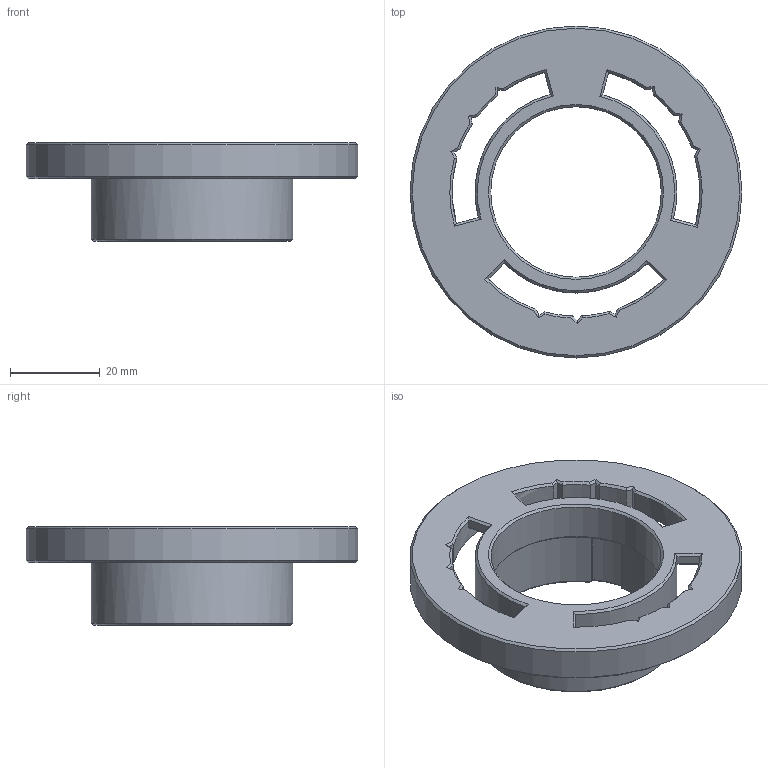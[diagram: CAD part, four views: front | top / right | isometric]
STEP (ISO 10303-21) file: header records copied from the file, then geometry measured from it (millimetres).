
FILE_DESCRIPTION(/* description */ ('Unknown'),/* implementation_level */ '2;1');
FILE_NAME(/* name */ 'sigma30mm_PENF_mainBody_apertureRing',/* time_stamp */ '2025-03-03T16:02:43-10:00',/* author */ ('Unknown'),/* organization */ ('Unknown'),/* preprocessor_version */ 'ST-DEVELOPER v18.1',/* originating_system */ 'Solid Edge',/* authorisation */ 'Unknown');
FILE_SCHEMA (('AUTOMOTIVE_DESIGN {1 0 10303 214 3 1 1}'));
Length unit declared in the file: millimetre
Products named in the file (2): sigma30mm_PENF; sigma30mm_PENF_mainBody_apertureRing
Assembly tree (1 placements, depth 2):
  sigma30mm_PENF
    sigma30mm_PENF_mainBody_apertureRing
Bounding box: 74 x 74 x 22 mm (x, y, z)
Volume: 21121.5 mm3; surface area: 13692.8 mm2
Topology: 1 solids, 1 shells, 148 faces, 355 edges, 209 vertices
Faces by surface type: plane 92, cone 37, cylinder 19
Full cylindrical faces by diameter (mm): 38 x1, 45 x1, 68 x1, 74 x1
Entity records: 4236 total; most frequent: CARTESIAN_POINT 877, ORIENTED_EDGE 682, DIRECTION 679, EDGE_CURVE 341, AXIS2_PLACEMENT_3D 248, VERTEX_POINT 206, LINE 183, VECTOR 183
